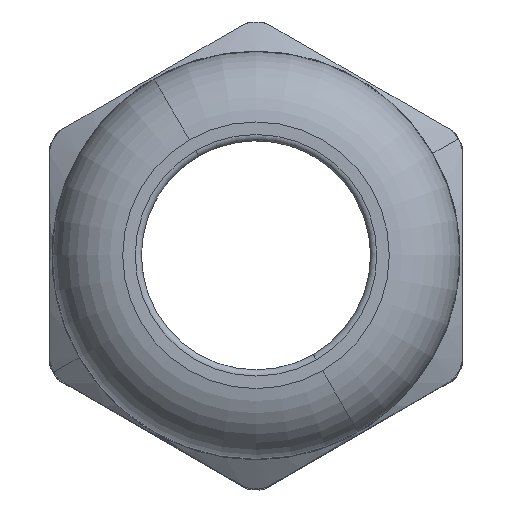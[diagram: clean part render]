
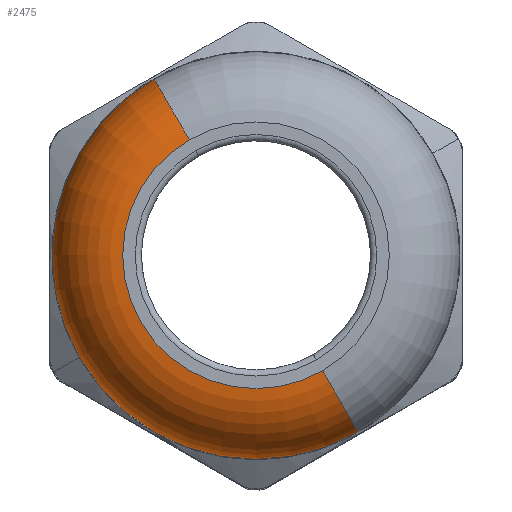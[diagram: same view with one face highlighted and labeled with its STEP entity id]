
A CAD part, top view. The second image highlights one B-rep face of the part: STEP entity #2475.
In plain terms, the highlighted toroidal (fillet/blend) face has major radius 10.005 mm and minor radius 6.295 mm.
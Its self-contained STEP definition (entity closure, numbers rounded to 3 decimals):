
#2396=AXIS2_PLACEMENT_3D('Circle Axis2P3D',#2394,#2395,$) ;
#2419=AXIS2_PLACEMENT_3D('Circle Axis2P3D',#2417,#2418,$) ;
#2449=AXIS2_PLACEMENT_3D('Torus Axis2P3D',#2446,#2447,#2448) ;
#2453=AXIS2_PLACEMENT_3D('Circle Axis2P3D',#2451,#2452,$) ;
#2460=AXIS2_PLACEMENT_3D('Circle Axis2P3D',#2458,#2459,$) ;
#2465=AXIS2_PLACEMENT_3D('Circle Axis2P3D',#2463,#2464,$) ;
#2394=CARTESIAN_POINT('Axis2P3D Location',(11.497,27.381,41.74)) ;
#2398=CARTESIAN_POINT('Vertex',(11.168,27.952,48.)) ;
#2400=CARTESIAN_POINT('Vertex',(8.35,32.832,41.74)) ;
#2414=CARTESIAN_POINT('Vertex',(21.833,9.48,48.)) ;
#2417=CARTESIAN_POINT('Axis2P3D Location',(21.503,10.051,41.74)) ;
#2421=CARTESIAN_POINT('Vertex',(24.65,4.6,41.74)) ;
#2446=CARTESIAN_POINT('Axis2P3D Location',(16.5,18.716,41.74)) ;
#2451=CARTESIAN_POINT('Axis2P3D Location',(16.5,18.716,41.74)) ;
#2455=CARTESIAN_POINT('Vertex',(2.384,10.566,41.74)) ;
#2458=CARTESIAN_POINT('Axis2P3D Location',(16.5,18.716,41.74)) ;
#2463=CARTESIAN_POINT('Axis2P3D Location',(16.5,18.716,48.)) ;
#2395=DIRECTION('Axis2P3D Direction',(-0.866,-0.5,-0.)) ;
#2418=DIRECTION('Axis2P3D Direction',(0.866,0.5,0.)) ;
#2447=DIRECTION('Axis2P3D Direction',(0.,0.,-1.)) ;
#2448=DIRECTION('Axis2P3D XDirection',(0.5,-0.866,0.)) ;
#2452=DIRECTION('Axis2P3D Direction',(0.,0.,-1.)) ;
#2459=DIRECTION('Axis2P3D Direction',(0.,0.,-1.)) ;
#2464=DIRECTION('Axis2P3D Direction',(0.,0.,-1.)) ;
#2469=ORIENTED_EDGE('',*,*,#2402,.T.) ;
#2470=ORIENTED_EDGE('',*,*,#2457,.F.) ;
#2471=ORIENTED_EDGE('',*,*,#2462,.F.) ;
#2472=ORIENTED_EDGE('',*,*,#2423,.T.) ;
#2473=ORIENTED_EDGE('',*,*,#2467,.T.) ;
#2475=ADVANCED_FACE('VG_21_DG\\Hauptk\X2\00F6\X0\rper',(#2474),#2450,.T.) ;
#2397=CIRCLE('generated circle',#2396,6.295) ;
#2420=CIRCLE('generated circle',#2419,6.295) ;
#2454=CIRCLE('generated circle',#2453,16.3) ;
#2461=CIRCLE('generated circle',#2460,16.3) ;
#2466=CIRCLE('generated circle',#2465,10.665) ;
#2450=TOROIDAL_SURFACE('homeo Torus',#2449,10.005,6.295) ;
#2402=EDGE_CURVE('',#2399,#2401,#2397,.T.) ;
#2423=EDGE_CURVE('',#2422,#2415,#2420,.F.) ;
#2457=EDGE_CURVE('',#2456,#2401,#2454,.T.) ;
#2462=EDGE_CURVE('',#2422,#2456,#2461,.T.) ;
#2467=EDGE_CURVE('',#2415,#2399,#2466,.T.) ;
#2468=EDGE_LOOP('',(#2469,#2470,#2471,#2472,#2473)) ;
#2474=FACE_OUTER_BOUND('',#2468,.T.) ;
#2399=VERTEX_POINT('',#2398) ;
#2401=VERTEX_POINT('',#2400) ;
#2415=VERTEX_POINT('',#2414) ;
#2422=VERTEX_POINT('',#2421) ;
#2456=VERTEX_POINT('',#2455) ;
